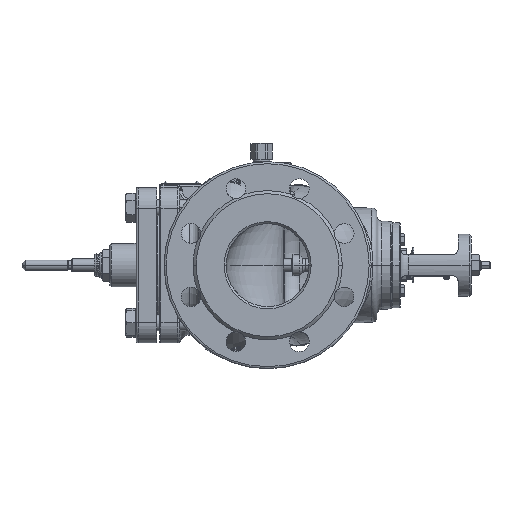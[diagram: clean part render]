
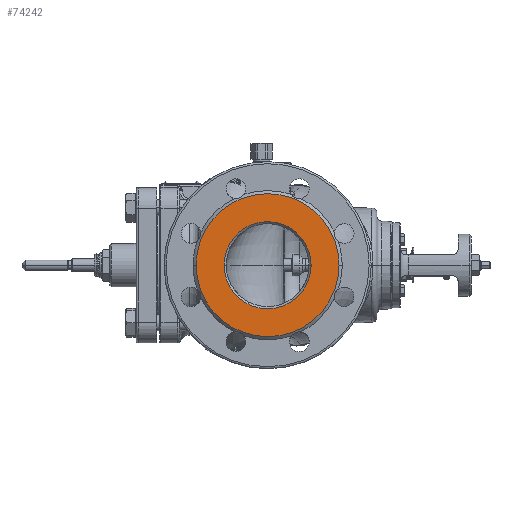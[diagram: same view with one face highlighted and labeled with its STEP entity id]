
A CAD part, left-side view. The second image highlights one B-rep face of the part: STEP entity #74242.
In plain terms, the highlighted planar face has unit normal (-1, 0, 0).
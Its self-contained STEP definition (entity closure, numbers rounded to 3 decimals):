
#23842=CARTESIAN_POINT('',(-155.,0.,0.));
#23843=DIRECTION('',(1.,0.,0.));
#23844=DIRECTION('',(0.,-1.,0.));
#23845=AXIS2_PLACEMENT_3D('',#23842,#23843,#23844);
#23864=CARTESIAN_POINT('',(-155.,0.,0.));
#23865=DIRECTION('',(1.,0.,0.));
#23866=DIRECTION('',(0.,1.,0.));
#23867=AXIS2_PLACEMENT_3D('',#23864,#23865,#23866);
#25935=CARTESIAN_POINT('',(-155.,0.,0.));
#25936=DIRECTION('',(1.,0.,0.));
#25937=DIRECTION('',(0.,1.,0.));
#25938=AXIS2_PLACEMENT_3D('',#25935,#25936,#25937);
#27985=CARTESIAN_POINT('',(-155.,0.,0.));
#27986=DIRECTION('',(1.,0.,0.));
#27987=DIRECTION('',(0.,-1.,0.));
#27988=AXIS2_PLACEMENT_3D('',#27985,#27986,#27987);
#40754=CARTESIAN_POINT('',(-155.,-42.,0.));
#40755=VERTEX_POINT('',#40754);
#40756=CARTESIAN_POINT('',(-155.,42.,0.));
#40757=VERTEX_POINT('',#40756);
#41043=CARTESIAN_POINT('',(-155.,69.,0.));
#41044=CARTESIAN_POINT('',(-155.,-69.,0.));
#41045=VERTEX_POINT('',#41043);
#41046=VERTEX_POINT('',#41044);
#74227=CARTESIAN_POINT('',(-155.,0.,0.));
#74228=DIRECTION('',(-1.,0.,0.));
#74229=DIRECTION('',(0.,-1.,0.));
#74230=AXIS2_PLACEMENT_3D('',#74227,#74228,#74229);
#74231=PLANE('',#74230);
#74233=ORIENTED_EDGE('',*,*,#74232,.T.);
#74235=ORIENTED_EDGE('',*,*,#74234,.T.);
#74236=EDGE_LOOP('',(#74233,#74235));
#74237=FACE_OUTER_BOUND('',#74236,.F.);
#74238=ORIENTED_EDGE('',*,*,#70207,.F.);
#74239=ORIENTED_EDGE('',*,*,#70230,.F.);
#74240=EDGE_LOOP('',(#74238,#74239));
#74241=FACE_BOUND('',#74240,.F.);
#23846=CIRCLE('',#23845,42.);
#23868=CIRCLE('',#23867,42.);
#25939=CIRCLE('',#25938,69.);
#27989=CIRCLE('',#27988,69.);
#70207=EDGE_CURVE('',#40755,#40757,#23846,.T.);
#70230=EDGE_CURVE('',#40757,#40755,#23868,.T.);
#74232=EDGE_CURVE('',#41045,#41046,#25939,.T.);
#74234=EDGE_CURVE('',#41046,#41045,#27989,.T.);
#74242=ADVANCED_FACE('',(#74237,#74241),#74231,.T.);
